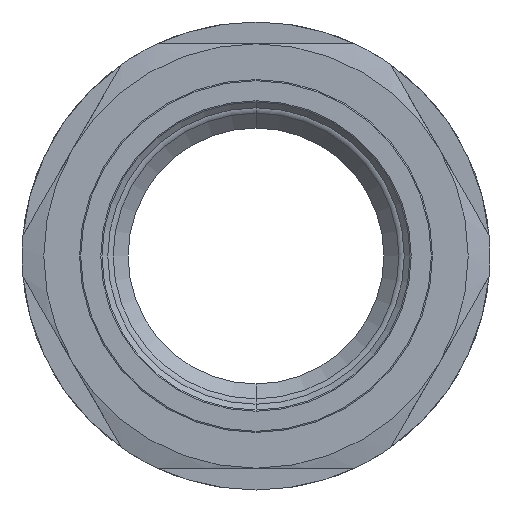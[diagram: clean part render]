
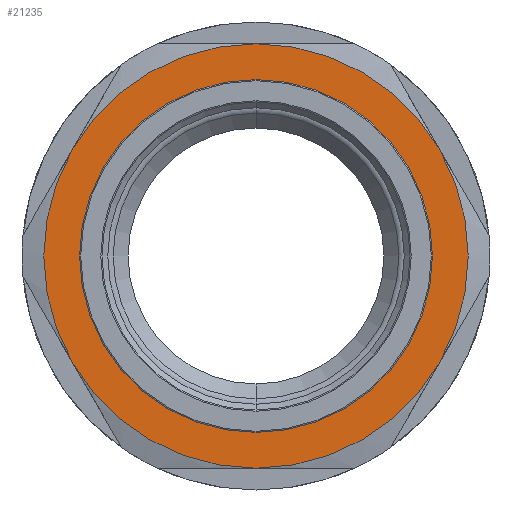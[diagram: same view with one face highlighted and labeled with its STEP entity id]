
A CAD part, front view. The second image highlights one B-rep face of the part: STEP entity #21235.
In plain terms, the highlighted planar face has unit normal (0, -1, 0).
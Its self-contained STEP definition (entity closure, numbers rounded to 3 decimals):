
#241 = DIRECTION ( 'NONE',  ( 0., 0., 1. ) ) ;
#266 = CIRCLE ( 'NONE', #13499, 30.35 ) ;
#431 = ORIENTED_EDGE ( 'NONE', *, *, #2079, .F. ) ;
#658 = FACE_BOUND ( 'NONE', #15411, .T. ) ;
#820 = DIRECTION ( 'NONE',  ( 0., 1., 0. ) ) ;
#1517 = EDGE_CURVE ( 'NONE', #7162, #5607, #21430, .T. ) ;
#1874 = CARTESIAN_POINT ( 'NONE',  ( 31.61, -36.1, 18.25 ) ) ;
#2079 = EDGE_CURVE ( 'NONE', #9083, #4344, #19376, .T. ) ;
#2106 = CARTESIAN_POINT ( 'NONE',  ( 0., -36.1, -36.5 ) ) ;
#2228 = CARTESIAN_POINT ( 'NONE',  ( 0., -36.1, 0. ) ) ;
#2280 = DIRECTION ( 'NONE',  ( 0., 0., 1. ) ) ;
#2390 = CARTESIAN_POINT ( 'NONE',  ( 0., -36.1, 0. ) ) ;
#3216 = AXIS2_PLACEMENT_3D ( 'NONE', #2390, #820, #2280 ) ;
#3344 = EDGE_LOOP ( 'NONE', ( #4506, #6316, #13823, #431, #5778, #10542 ) ) ;
#3639 = VERTEX_POINT ( 'NONE', #8378 ) ;
#3718 = CARTESIAN_POINT ( 'NONE',  ( 0., -36.1, 0. ) ) ;
#4211 = AXIS2_PLACEMENT_3D ( 'NONE', #16540, #7900, #4452 ) ;
#4344 = VERTEX_POINT ( 'NONE', #1874 ) ;
#4452 = DIRECTION ( 'NONE',  ( 0., 0., 1. ) ) ;
#4506 = ORIENTED_EDGE ( 'NONE', *, *, #1517, .F. ) ;
#5607 = VERTEX_POINT ( 'NONE', #16201 ) ;
#5778 = ORIENTED_EDGE ( 'NONE', *, *, #20922, .F. ) ;
#5816 = DIRECTION ( 'NONE',  ( 0., -1., 0. ) ) ;
#6316 = ORIENTED_EDGE ( 'NONE', *, *, #12829, .F. ) ;
#6323 = DIRECTION ( 'NONE',  ( 0., 0., 1. ) ) ;
#6345 = DIRECTION ( 'NONE',  ( 0., 0., 1. ) ) ;
#6511 = ORIENTED_EDGE ( 'NONE', *, *, #13784, .T. ) ;
#7162 = VERTEX_POINT ( 'NONE', #2106 ) ;
#7175 = DIRECTION ( 'NONE',  ( 0., 0., -1. ) ) ;
#7381 = DIRECTION ( 'NONE',  ( 0., 1., 0. ) ) ;
#7481 = FACE_OUTER_BOUND ( 'NONE', #3344, .T. ) ;
#7858 = CIRCLE ( 'NONE', #3216, 36.5 ) ;
#7900 = DIRECTION ( 'NONE',  ( 0., 1., 0. ) ) ;
#8378 = CARTESIAN_POINT ( 'NONE',  ( 31.61, -36.1, -18.25 ) ) ;
#8642 = EDGE_CURVE ( 'NONE', #4344, #3639, #14925, .T. ) ;
#9059 = VERTEX_POINT ( 'NONE', #18184 ) ;
#9083 = VERTEX_POINT ( 'NONE', #9214 ) ;
#9149 = DIRECTION ( 'NONE',  ( 0., 1., 0. ) ) ;
#9214 = CARTESIAN_POINT ( 'NONE',  ( 0., -36.1, 36.5 ) ) ;
#9978 = AXIS2_PLACEMENT_3D ( 'NONE', #20421, #18197, #6323 ) ;
#10542 = ORIENTED_EDGE ( 'NONE', *, *, #19016, .F. ) ;
#11225 = VERTEX_POINT ( 'NONE', #18216 ) ;
#11329 = DIRECTION ( 'NONE',  ( 0., 1., 0. ) ) ;
#11608 = CARTESIAN_POINT ( 'NONE',  ( 0., -36.1, 0. ) ) ;
#12181 = AXIS2_PLACEMENT_3D ( 'NONE', #21623, #11329, #18156 ) ;
#12644 = DIRECTION ( 'NONE',  ( 0., 0., -1. ) ) ;
#12829 = EDGE_CURVE ( 'NONE', #3639, #7162, #20359, .T. ) ;
#13038 = VERTEX_POINT ( 'NONE', #19929 ) ;
#13499 = AXIS2_PLACEMENT_3D ( 'NONE', #3718, #7381, #7175 ) ;
#13784 = EDGE_CURVE ( 'NONE', #13038, #9059, #15409, .T. ) ;
#13823 = ORIENTED_EDGE ( 'NONE', *, *, #8642, .F. ) ;
#14325 = PLANE ( 'NONE',  #20395 ) ;
#14857 = DIRECTION ( 'NONE',  ( 0., 1., 0. ) ) ;
#14925 = CIRCLE ( 'NONE', #4211, 36.5 ) ;
#14942 = ORIENTED_EDGE ( 'NONE', *, *, #17427, .T. ) ;
#15409 = CIRCLE ( 'NONE', #18273, 30.35 ) ;
#15411 = EDGE_LOOP ( 'NONE', ( #6511, #14942 ) ) ;
#16201 = CARTESIAN_POINT ( 'NONE',  ( -31.61, -36.1, -18.25 ) ) ;
#16540 = CARTESIAN_POINT ( 'NONE',  ( 0., -36.1, 0. ) ) ;
#17154 = CARTESIAN_POINT ( 'NONE',  ( 0., -36.1, 0. ) ) ;
#17427 = EDGE_CURVE ( 'NONE', #9059, #13038, #266, .T. ) ;
#18156 = DIRECTION ( 'NONE',  ( 0., 0., 1. ) ) ;
#18184 = CARTESIAN_POINT ( 'NONE',  ( 0., -36.1, 30.35 ) ) ;
#18197 = DIRECTION ( 'NONE',  ( 0., 1., 0. ) ) ;
#18216 = CARTESIAN_POINT ( 'NONE',  ( -31.61, -36.1, 18.25 ) ) ;
#18273 = AXIS2_PLACEMENT_3D ( 'NONE', #2228, #9149, #21141 ) ;
#19016 = EDGE_CURVE ( 'NONE', #5607, #11225, #7858, .T. ) ;
#19376 = CIRCLE ( 'NONE', #21868, 36.5 ) ;
#19929 = CARTESIAN_POINT ( 'NONE',  ( 0., -36.1, -30.35 ) ) ;
#20011 = AXIS2_PLACEMENT_3D ( 'NONE', #11608, #14857, #6345 ) ;
#20359 = CIRCLE ( 'NONE', #20011, 36.5 ) ;
#20395 = AXIS2_PLACEMENT_3D ( 'NONE', #21148, #5816, #12644 ) ;
#20421 = CARTESIAN_POINT ( 'NONE',  ( 0., -36.1, 0. ) ) ;
#20508 = DIRECTION ( 'NONE',  ( 0., 1., 0. ) ) ;
#20922 = EDGE_CURVE ( 'NONE', #11225, #9083, #21836, .T. ) ;
#21141 = DIRECTION ( 'NONE',  ( 0., 0., -1. ) ) ;
#21148 = CARTESIAN_POINT ( 'NONE',  ( 0., -36.1, 0. ) ) ;
#21235 = ADVANCED_FACE ( 'NONE', ( #658, #7481 ), #14325, .T. ) ;
#21430 = CIRCLE ( 'NONE', #9978, 36.5 ) ;
#21623 = CARTESIAN_POINT ( 'NONE',  ( 0., -36.1, 0. ) ) ;
#21836 = CIRCLE ( 'NONE', #12181, 36.5 ) ;
#21868 = AXIS2_PLACEMENT_3D ( 'NONE', #17154, #20508, #241 ) ;
